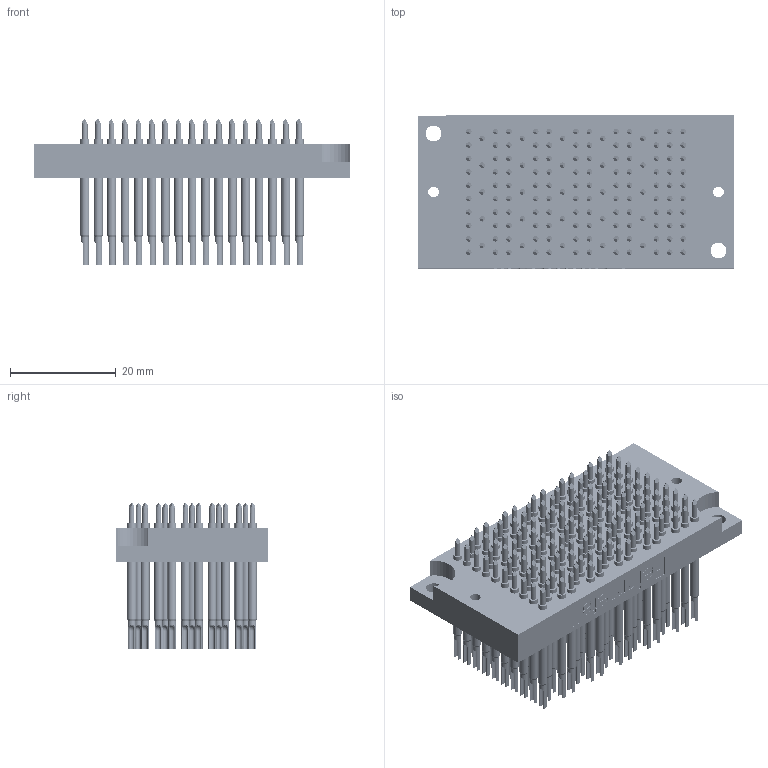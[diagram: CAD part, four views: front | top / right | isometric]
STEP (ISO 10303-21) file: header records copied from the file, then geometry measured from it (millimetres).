
FILE_DESCRIPTION (( 'STEP AP214' ), '1' );
FILE_NAME ('MOD-1010965-IP-B-R-SB-145-LA-145-01_defeature.STEP', '2023-02-01T13:39:07', ( '' ), ( '' ), 'SwSTEP 2.0', 'SolidWorks 2020', '' );
FILE_SCHEMA (( 'AUTOMOTIVE_DESIGN' ));
Length unit declared in the file: millimetre
Products named in the file (1): MOD-1010965-IP-B-R-SB-145-LA-145-01_defeature
Bounding box: 60 x 29 x 27.85 mm (x, y, z)
Volume: 15901.9 mm3; surface area: 19719.6 mm2
Topology: 1 solids, 1 shells, 5376 faces, 12310 edges, 7530 vertices
Faces by surface type: cylinder 2186, plane 1539, torus 725, bspline 636, cone 290
Entity records: 164758 total; most frequent: CARTESIAN_POINT 45368, DIRECTION 25762, ORIENTED_EDGE 24620, EDGE_CURVE 12310, AXIS2_PLACEMENT_3D 10708, VERTEX_POINT 7530, EDGE_LOOP 5978, CIRCLE 5967
